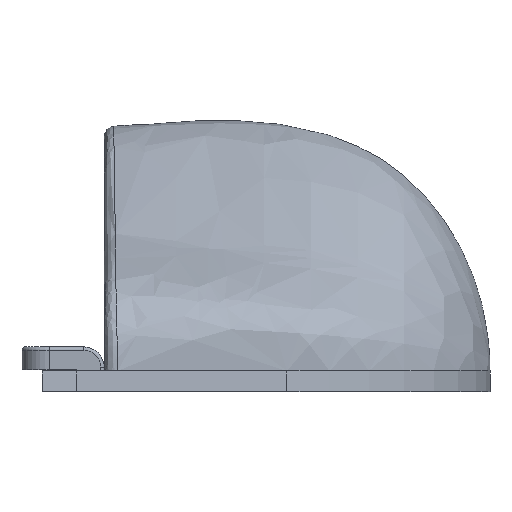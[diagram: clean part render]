
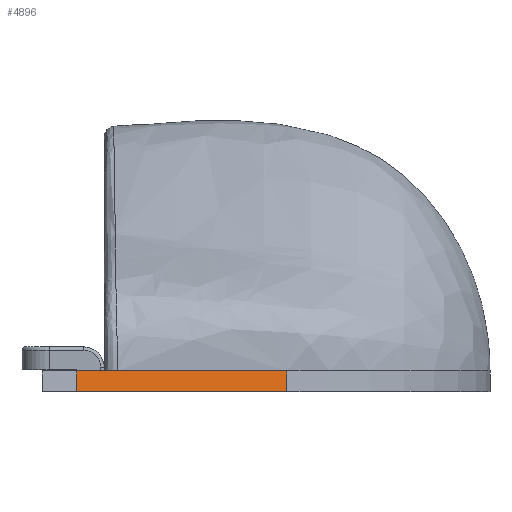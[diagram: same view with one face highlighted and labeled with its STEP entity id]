
A CAD part, left-side view. The second image highlights one B-rep face of the part: STEP entity #4896.
In plain terms, the highlighted planar face has unit normal (-0.954, -0.301, 0).
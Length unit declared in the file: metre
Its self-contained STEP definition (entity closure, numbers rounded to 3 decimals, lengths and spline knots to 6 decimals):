
#270=PLANE('',#5168);
#467=LINE('',#7975,#1070);
#824=LINE('',#9078,#1427);
#840=LINE('',#9157,#1443);
#857=LINE('',#9190,#1460);
#858=LINE('',#9192,#1461);
#1070=VECTOR('',#5421,1.);
#1427=VECTOR('',#6130,1.);
#1443=VECTOR('',#6198,1.);
#1460=VECTOR('',#6239,1.);
#1461=VECTOR('',#6242,1.);
#2780=ORIENTED_EDGE('',*,*,#3595,.F.);
#2781=ORIENTED_EDGE('',*,*,#3145,.T.);
#2782=ORIENTED_EDGE('',*,*,#3536,.T.);
#2783=ORIENTED_EDGE('',*,*,#3594,.T.);
#2784=ORIENTED_EDGE('',*,*,#3577,.T.);
#3145=EDGE_CURVE('',#3862,#3861,#467,.T.);
#3536=EDGE_CURVE('',#3861,#4059,#824,.T.);
#3577=EDGE_CURVE('',#4097,#4096,#840,.T.);
#3594=EDGE_CURVE('',#4059,#4097,#857,.T.);
#3595=EDGE_CURVE('',#3862,#4096,#858,.T.);
#3861=VERTEX_POINT('',#7974);
#3862=VERTEX_POINT('',#7976);
#4059=VERTEX_POINT('',#9077);
#4096=VERTEX_POINT('',#9156);
#4097=VERTEX_POINT('',#9158);
#4382=EDGE_LOOP('',(#2780,#2781,#2782,#2783,#2784));
#4633=FACE_BOUND('',#4382,.T.);
#4896=ADVANCED_FACE('',(#4633),#270,.F.);
#5168=AXIS2_PLACEMENT_3D('',#9191,#6240,#6241);
#5421=DIRECTION('',(-0.301,0.954,0.));
#6130=DIRECTION('',(-0.301,0.954,0.));
#6198=DIRECTION('',(0.301,-0.954,0.));
#6239=DIRECTION('',(0.,0.,-1.));
#6240=DIRECTION('',(0.954,0.301,0.));
#6241=DIRECTION('',(-0.301,0.954,0.));
#6242=DIRECTION('',(0.,0.,-1.));
#7974=CARTESIAN_POINT('',(-0.072546,-0.062285,0.));
#7975=CARTESIAN_POINT('',(-0.069607,-0.071588,0.));
#7976=CARTESIAN_POINT('',(-0.064786,-0.086842,0.));
#9077=CARTESIAN_POINT('',(-0.074427,-0.056334,0.));
#9078=CARTESIAN_POINT('',(-0.069607,-0.071588,0.));
#9156=CARTESIAN_POINT('',(-0.064786,-0.086842,-0.003));
#9157=CARTESIAN_POINT('',(-0.069607,-0.071588,-0.003));
#9158=CARTESIAN_POINT('',(-0.074427,-0.056334,-0.003));
#9190=CARTESIAN_POINT('',(-0.074427,-0.056334,0.000002));
#9191=CARTESIAN_POINT('',(-0.069607,-0.071588,0.000002));
#9192=CARTESIAN_POINT('',(-0.064786,-0.086842,0.000002));
